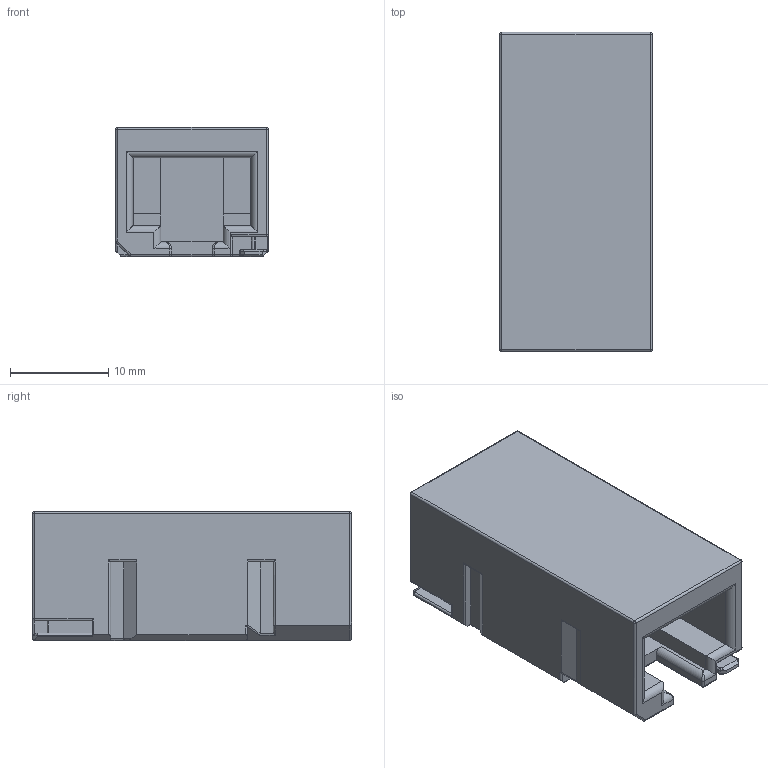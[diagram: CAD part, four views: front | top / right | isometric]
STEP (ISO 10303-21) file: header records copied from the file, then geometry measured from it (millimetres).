
FILE_DESCRIPTION(/* description */ (''),/* implementation_level */ '2;1');
FILE_NAME(/* name */ '1401200810MI_STEP_stp.stp',/* time_stamp */ '2016-10-24T12:45:49+02:00',/* author */ (''),/* organization */ (''),/* preprocessor_version */ 'ST-DEVELOPER v16',/* originating_system */ 'SIEMENS PLM Software NX 10.0',/* authorisation */ '');
FILE_SCHEMA (('AUTOMOTIVE_DESIGN { 1 0 10303 214 3 1 1 1 }'));
Length unit declared in the file: millimetre
Products named in the file (1): 1401200810MI_STEP_stp
Bounding box: 15.55 x 32.46 x 13.14 mm (x, y, z)
Volume: 3878.9 mm3; surface area: 3384.1 mm2
Topology: 1 solids, 1 shells, 222 faces, 541 edges, 323 vertices
Faces by surface type: cylinder 102, plane 98, sphere 18, bspline 4
Entity records: 7699 total; most frequent: CARTESIAN_POINT 2557, ORIENTED_EDGE 1082, DIRECTION 1034, EDGE_CURVE 541, LINE 376, VECTOR 376, AXIS2_PLACEMENT_3D 329, VERTEX_POINT 323
